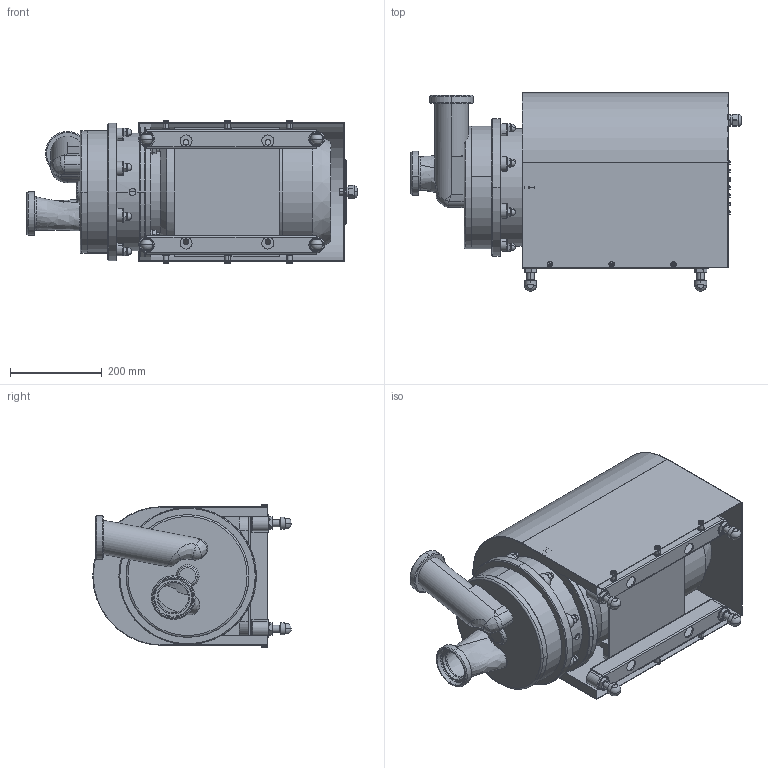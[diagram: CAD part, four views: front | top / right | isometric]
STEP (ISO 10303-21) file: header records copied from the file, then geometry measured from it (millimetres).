
FILE_DESCRIPTION (( 'STEP AP203' ), '1' );
FILE_NAME ('LR40H.STEP', '2014-03-19T21:17:24', ( '' ), ( '' ), 'SwSTEP 2.0', 'SolidWorks 2010', '' );
FILE_SCHEMA (( 'CONFIG_CONTROL_DESIGN' ));
Length unit declared in the file: millimetre
Products named in the file (1): LR40H
Bounding box: 718.05 x 431.43 x 311.54 mm (x, y, z)
Surface area: 2268230.3 mm2 (no closed solid volume)
Topology: 0 solids, 71 shells, 787 faces, 2410 edges, 1645 vertices
Faces by surface type: cylinder 252, plane 236, cone 201, torus 46, sphere 38, bspline 14
Entity records: 41420 total; most frequent: CARTESIAN_POINT 20256, DIRECTION 4674, ORIENTED_EDGE 3824, EDGE_CURVE 2374, AXIS2_PLACEMENT_3D 1897, VERTEX_POINT 1627, CIRCLE 1123, EDGE_LOOP 900
